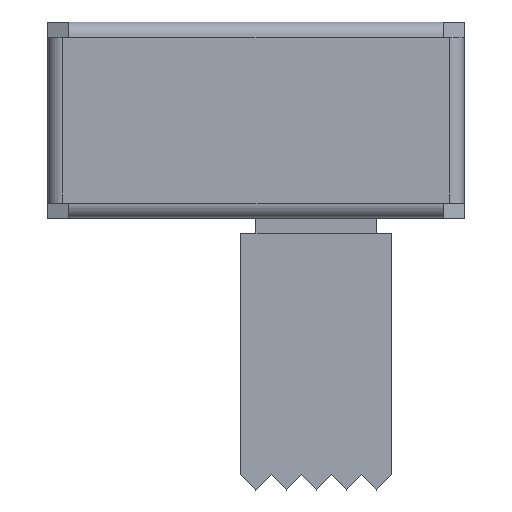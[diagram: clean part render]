
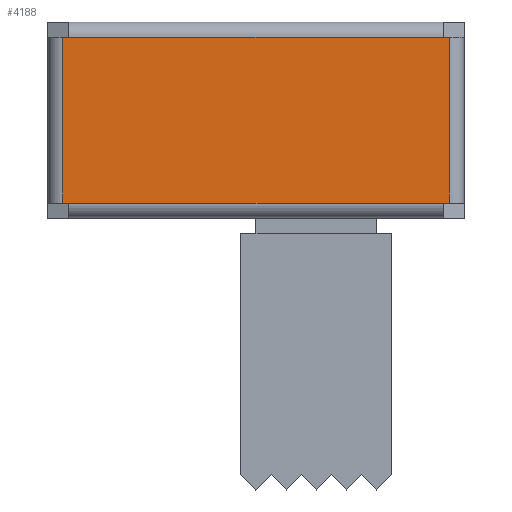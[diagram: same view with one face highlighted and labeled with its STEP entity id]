
A CAD part, top view. The second image highlights one B-rep face of the part: STEP entity #4188.
In plain terms, the highlighted planar face has unit normal (0, 0, 1).
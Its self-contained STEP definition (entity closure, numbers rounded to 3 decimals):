
#146=PLANE('',#4456);
#349=FACE_OUTER_BOUND('',#564,.T.);
#564=EDGE_LOOP('',(#3601,#3602,#3603,#3604,#3605,#3606,#3607,#3608));
#1085=LINE('',#6579,#1650);
#1090=LINE('',#6590,#1655);
#1091=LINE('',#6592,#1656);
#1092=LINE('',#6594,#1657);
#1093=LINE('',#6596,#1658);
#1094=LINE('',#6598,#1659);
#1095=LINE('',#6600,#1660);
#1096=LINE('',#6601,#1661);
#1650=VECTOR('',#5337,12.4);
#1655=VECTOR('',#5348,0.2);
#1656=VECTOR('',#5349,5.5);
#1657=VECTOR('',#5350,0.2);
#1658=VECTOR('',#5351,12.4);
#1659=VECTOR('',#5352,0.2);
#1660=VECTOR('',#5353,5.5);
#1661=VECTOR('',#5354,0.2);
#2148=VERTEX_POINT('',#6576);
#2149=VERTEX_POINT('',#6578);
#2152=VERTEX_POINT('',#6589);
#2153=VERTEX_POINT('',#6591);
#2154=VERTEX_POINT('',#6593);
#2155=VERTEX_POINT('',#6595);
#2156=VERTEX_POINT('',#6597);
#2157=VERTEX_POINT('',#6599);
#2674=EDGE_CURVE('',#2148,#2149,#1085,.T.);
#2680=EDGE_CURVE('',#2148,#2152,#1090,.T.);
#2681=EDGE_CURVE('',#2153,#2152,#1091,.T.);
#2682=EDGE_CURVE('',#2153,#2154,#1092,.T.);
#2683=EDGE_CURVE('',#2155,#2154,#1093,.T.);
#2684=EDGE_CURVE('',#2155,#2156,#1094,.T.);
#2685=EDGE_CURVE('',#2157,#2156,#1095,.T.);
#2686=EDGE_CURVE('',#2157,#2149,#1096,.T.);
#3601=ORIENTED_EDGE('',*,*,#2674,.F.);
#3602=ORIENTED_EDGE('',*,*,#2680,.T.);
#3603=ORIENTED_EDGE('',*,*,#2681,.F.);
#3604=ORIENTED_EDGE('',*,*,#2682,.T.);
#3605=ORIENTED_EDGE('',*,*,#2683,.F.);
#3606=ORIENTED_EDGE('',*,*,#2684,.T.);
#3607=ORIENTED_EDGE('',*,*,#2685,.F.);
#3608=ORIENTED_EDGE('',*,*,#2686,.T.);
#4188=ADVANCED_FACE('',(#349),#146,.T.);
#4456=AXIS2_PLACEMENT_3D('',#6588,#5346,#5347);
#5337=DIRECTION('',(-1.,0.,0.));
#5346=DIRECTION('center_axis',(0.,0.,1.));
#5347=DIRECTION('ref_axis',(1.,0.,0.));
#5348=DIRECTION('',(1.,0.,0.));
#5349=DIRECTION('',(0.,-1.,0.));
#5350=DIRECTION('',(-1.,0.,0.));
#5351=DIRECTION('',(1.,0.,0.));
#5352=DIRECTION('',(-1.,0.,0.));
#5353=DIRECTION('',(0.,1.,0.));
#5354=DIRECTION('',(1.,0.,0.));
#6576=CARTESIAN_POINT('',(6.2,0.5,6.));
#6578=CARTESIAN_POINT('',(-6.2,0.5,6.));
#6579=CARTESIAN_POINT('',(6.2,0.5,6.));
#6588=CARTESIAN_POINT('Origin',(0.,0.,6.));
#6589=CARTESIAN_POINT('',(6.4,0.5,6.));
#6590=CARTESIAN_POINT('',(6.2,0.5,6.));
#6591=CARTESIAN_POINT('',(6.4,6.,6.));
#6592=CARTESIAN_POINT('',(6.4,6.,6.));
#6593=CARTESIAN_POINT('',(6.2,6.,6.));
#6594=CARTESIAN_POINT('',(6.4,6.,6.));
#6595=CARTESIAN_POINT('',(-6.2,6.,6.));
#6596=CARTESIAN_POINT('',(-6.2,6.,6.));
#6597=CARTESIAN_POINT('',(-6.4,6.,6.));
#6598=CARTESIAN_POINT('',(-6.2,6.,6.));
#6599=CARTESIAN_POINT('',(-6.4,0.5,6.));
#6600=CARTESIAN_POINT('',(-6.4,0.5,6.));
#6601=CARTESIAN_POINT('',(-6.4,0.5,6.));
